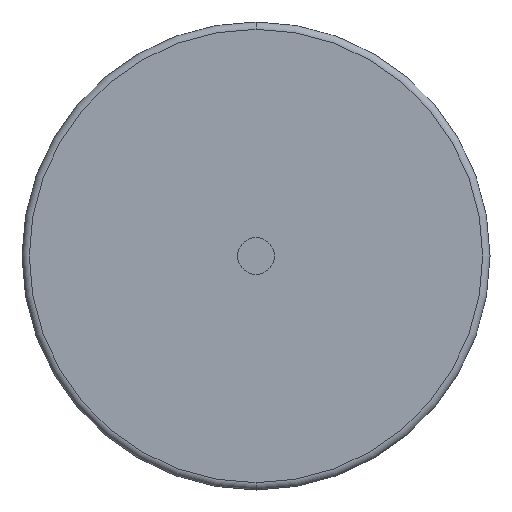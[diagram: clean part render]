
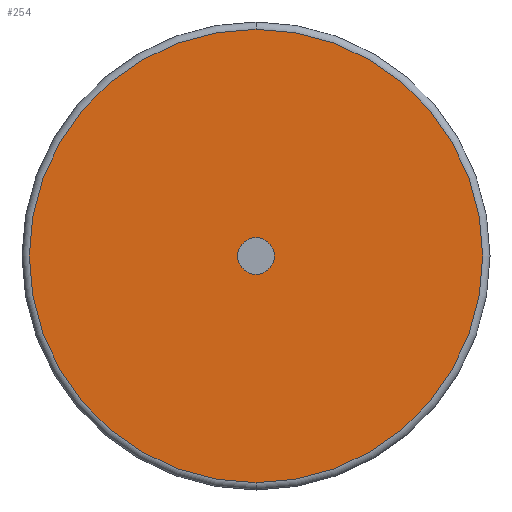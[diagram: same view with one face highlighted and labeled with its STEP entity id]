
A CAD part, front view. The second image highlights one B-rep face of the part: STEP entity #254.
In plain terms, the highlighted planar face has unit normal (0, -1, 0).
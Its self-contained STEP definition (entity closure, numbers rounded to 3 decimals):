
#1 = VERTEX_POINT ( 'NONE', #57 ) ;
#3 = CARTESIAN_POINT ( 'NONE',  ( 0., -13.5, 0. ) ) ;
#13 = FACE_BOUND ( 'NONE', #336, .T. ) ;
#30 = VERTEX_POINT ( 'NONE', #140 ) ;
#33 = EDGE_CURVE ( 'NONE', #30, #1, #234, .T. ) ;
#47 = CARTESIAN_POINT ( 'NONE',  ( 0., -13.5, -31. ) ) ;
#57 = CARTESIAN_POINT ( 'NONE',  ( 0., -13.5, 2.5 ) ) ;
#94 = CARTESIAN_POINT ( 'NONE',  ( 0., -13.5, 0. ) ) ;
#98 = DIRECTION ( 'NONE',  ( 0., 0., 1. ) ) ;
#100 = EDGE_CURVE ( 'NONE', #187, #209, #238, .T. ) ;
#101 = AXIS2_PLACEMENT_3D ( 'NONE', #344, #290, #253 ) ;
#109 = CIRCLE ( 'NONE', #198, 31. ) ;
#118 = FACE_OUTER_BOUND ( 'NONE', #220, .T. ) ;
#140 = CARTESIAN_POINT ( 'NONE',  ( 0., -13.5, -2.5 ) ) ;
#141 = DIRECTION ( 'NONE',  ( 0., -1., 0. ) ) ;
#145 = DIRECTION ( 'NONE',  ( 0., -1., 0. ) ) ;
#150 = CARTESIAN_POINT ( 'NONE',  ( 0., -13.5, 0. ) ) ;
#175 = EDGE_CURVE ( 'NONE', #1, #30, #228, .T. ) ;
#185 = EDGE_CURVE ( 'NONE', #209, #187, #109, .T. ) ;
#187 = VERTEX_POINT ( 'NONE', #47 ) ;
#198 = AXIS2_PLACEMENT_3D ( 'NONE', #269, #145, #98 ) ;
#204 = DIRECTION ( 'NONE',  ( 0., 1., 0. ) ) ;
#209 = VERTEX_POINT ( 'NONE', #235 ) ;
#210 = DIRECTION ( 'NONE',  ( 0., 0., 1. ) ) ;
#220 = EDGE_LOOP ( 'NONE', ( #275, #282 ) ) ;
#228 = CIRCLE ( 'NONE', #299, 2.5 ) ;
#234 = CIRCLE ( 'NONE', #101, 2.5 ) ;
#235 = CARTESIAN_POINT ( 'NONE',  ( 0., -13.5, 31. ) ) ;
#238 = CIRCLE ( 'NONE', #244, 31. ) ;
#241 = DIRECTION ( 'NONE',  ( 0., 0., 1. ) ) ;
#244 = AXIS2_PLACEMENT_3D ( 'NONE', #3, #141, #257 ) ;
#253 = DIRECTION ( 'NONE',  ( 0., 0., 1. ) ) ;
#254 = ADVANCED_FACE ( 'NONE', ( #13, #118 ), #348, .F. ) ;
#257 = DIRECTION ( 'NONE',  ( 0., 0., 1. ) ) ;
#269 = CARTESIAN_POINT ( 'NONE',  ( 0., -13.5, 0. ) ) ;
#275 = ORIENTED_EDGE ( 'NONE', *, *, #185, .T. ) ;
#282 = ORIENTED_EDGE ( 'NONE', *, *, #100, .T. ) ;
#290 = DIRECTION ( 'NONE',  ( 0., -1., 0. ) ) ;
#299 = AXIS2_PLACEMENT_3D ( 'NONE', #150, #350, #210 ) ;
#305 = ORIENTED_EDGE ( 'NONE', *, *, #33, .F. ) ;
#328 = AXIS2_PLACEMENT_3D ( 'NONE', #94, #204, #241 ) ;
#336 = EDGE_LOOP ( 'NONE', ( #356, #305 ) ) ;
#344 = CARTESIAN_POINT ( 'NONE',  ( 0., -13.5, 0. ) ) ;
#348 = PLANE ( 'NONE',  #328 ) ;
#350 = DIRECTION ( 'NONE',  ( 0., -1., 0. ) ) ;
#356 = ORIENTED_EDGE ( 'NONE', *, *, #175, .F. ) ;
